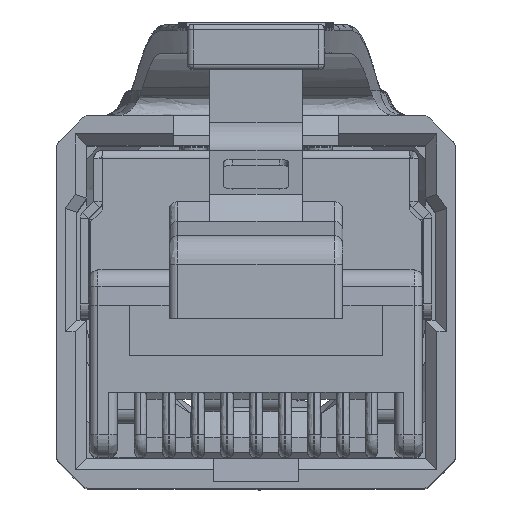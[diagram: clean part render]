
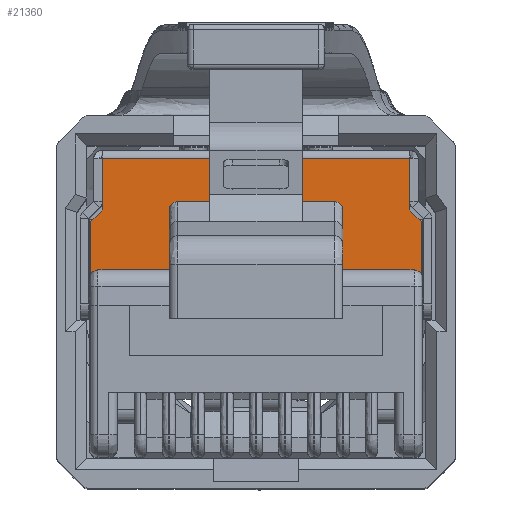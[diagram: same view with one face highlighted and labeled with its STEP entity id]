
A CAD part, top view. The second image highlights one B-rep face of the part: STEP entity #21360.
In plain terms, the highlighted free-form (B-spline) face has degree [1, 1] with [2, 2] control points.
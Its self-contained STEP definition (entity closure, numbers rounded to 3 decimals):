
#1376 = CARTESIAN_POINT ( 'NONE',  ( 5.4, 6.53, -14.4 ) ) ;
#1876 = EDGE_CURVE ( 'NONE', #50118, #4169, #43860, .T. ) ;
#2939 = DIRECTION ( 'NONE',  ( -1., 0., 0. ) ) ;
#3433 = EDGE_CURVE ( 'NONE', #40418, #75287, #20063, .T. ) ;
#4169 = VERTEX_POINT ( 'NONE', #53210 ) ;
#4652 = DIRECTION ( 'NONE',  ( -1., 0., 0. ) ) ;
#4920 = DIRECTION ( 'NONE',  ( -0.707, -0.707, 0. ) ) ;
#9973 = DIRECTION ( 'NONE',  ( 0., 1., 0. ) ) ;
#10426 = CARTESIAN_POINT ( 'NONE',  ( 5.8, 8.33, -14.4 ) ) ;
#10615 = DIRECTION ( 'NONE',  ( 0., 1., 0. ) ) ;
#10623 = CARTESIAN_POINT ( 'NONE',  ( 5.8, 6.53, -14.4 ) ) ;
#11377 = VECTOR ( 'NONE', #10615, 1000. ) ;
#11537 = ORIENTED_EDGE ( 'NONE', *, *, #75925, .T. ) ;
#11725 = VECTOR ( 'NONE', #9973, 1000. ) ;
#12580 = CARTESIAN_POINT ( 'NONE',  ( -5.4, 6.53, -14.4 ) ) ;
#12954 = FACE_OUTER_BOUND ( 'NONE', #48810, .T. ) ;
#13056 = CARTESIAN_POINT ( 'NONE',  ( -5.8, 6.53, -14.4 ) ) ;
#14095 = LINE ( 'NONE', #26827, #61773 ) ;
#14481 = B_SPLINE_SURFACE_WITH_KNOTS ( 'NONE', 1, 1, ( 
 ( #50426, #19733 ),
 ( #30527, #31705 ) ),
 .UNSPECIFIED., .F., .F., .F.,
 ( 2, 2 ),
 ( 2, 2 ),
 ( -11.432, 0.632 ),
 ( -0.08, 4.08 ),
 .UNSPECIFIED. ) ;
#14810 = VERTEX_POINT ( 'NONE', #40812 ) ;
#17248 = CARTESIAN_POINT ( 'NONE',  ( -5.4, 8.73, -14.4 ) ) ;
#19733 = CARTESIAN_POINT ( 'NONE',  ( -6.032, 6.45, -14.4 ) ) ;
#19781 = CARTESIAN_POINT ( 'NONE',  ( -5.8, 8.33, -14.4 ) ) ;
#19912 = DIRECTION ( 'NONE',  ( 0., -1., 0. ) ) ;
#20063 = LINE ( 'NONE', #1376, #40395 ) ;
#21219 = EDGE_CURVE ( 'NONE', #14810, #40418, #72716, .T. ) ;
#21360 = ADVANCED_FACE ( 'NONE', ( #12954 ), #14481, .F. ) ;
#21444 = EDGE_CURVE ( 'NONE', #75287, #77730, #68701, .T. ) ;
#21983 = DIRECTION ( 'NONE',  ( -0.707, 0.707, 0. ) ) ;
#24023 = EDGE_CURVE ( 'NONE', #14810, #71473, #76480, .T. ) ;
#26695 = CARTESIAN_POINT ( 'NONE',  ( 5.8, 6.53, -14.4 ) ) ;
#26827 = CARTESIAN_POINT ( 'NONE',  ( -5.8, 8.33, -14.4 ) ) ;
#28288 = CARTESIAN_POINT ( 'NONE',  ( 5.4, 10.53, -14.4 ) ) ;
#28763 = ORIENTED_EDGE ( 'NONE', *, *, #3433, .F. ) ;
#30527 = CARTESIAN_POINT ( 'NONE',  ( 6.032, 10.61, -14.4 ) ) ;
#31705 = CARTESIAN_POINT ( 'NONE',  ( 6.032, 6.45, -14.4 ) ) ;
#31919 = VECTOR ( 'NONE', #4652, 1000. ) ;
#32264 = ORIENTED_EDGE ( 'NONE', *, *, #63217, .T. ) ;
#32997 = CARTESIAN_POINT ( 'NONE',  ( 5.4, 6.53, -14.4 ) ) ;
#33379 = CARTESIAN_POINT ( 'NONE',  ( -5.4, 10.53, -14.4 ) ) ;
#33963 = VERTEX_POINT ( 'NONE', #38120 ) ;
#35208 = VECTOR ( 'NONE', #19912, 1000. ) ;
#35634 = CARTESIAN_POINT ( 'NONE',  ( -5.4, 8.73, -14.4 ) ) ;
#35711 = CARTESIAN_POINT ( 'NONE',  ( -5.4, 8.73, -14.4 ) ) ;
#37640 = ORIENTED_EDGE ( 'NONE', *, *, #77831, .F. ) ;
#38079 = DIRECTION ( 'NONE',  ( -1., 0., 0. ) ) ;
#38120 = CARTESIAN_POINT ( 'NONE',  ( -5.4, 10.53, -14.4 ) ) ;
#38432 = DIRECTION ( 'NONE',  ( 0., -1., 0. ) ) ;
#39617 = LINE ( 'NONE', #17248, #40302 ) ;
#39757 = LINE ( 'NONE', #33379, #59411 ) ;
#40280 = VECTOR ( 'NONE', #21983, 1000. ) ;
#40302 = VECTOR ( 'NONE', #4920, 1000. ) ;
#40395 = VECTOR ( 'NONE', #2939, 1000. ) ;
#40418 = VERTEX_POINT ( 'NONE', #32997 ) ;
#40812 = CARTESIAN_POINT ( 'NONE',  ( 5.8, 6.53, -14.4 ) ) ;
#43860 = LINE ( 'NONE', #44254, #35208 ) ;
#44254 = CARTESIAN_POINT ( 'NONE',  ( 5.4, 10.53, -14.4 ) ) ;
#48810 = EDGE_LOOP ( 'NONE', ( #28763, #58961, #50732, #11537, #59626, #37640, #69721, #54689, #32264, #59419 ) ) ;
#50118 = VERTEX_POINT ( 'NONE', #28288 ) ;
#50426 = CARTESIAN_POINT ( 'NONE',  ( -6.032, 10.61, -14.4 ) ) ;
#50732 = ORIENTED_EDGE ( 'NONE', *, *, #24023, .T. ) ;
#53210 = CARTESIAN_POINT ( 'NONE',  ( 5.4, 8.73, -14.4 ) ) ;
#54689 = ORIENTED_EDGE ( 'NONE', *, *, #68476, .T. ) ;
#57728 = VERTEX_POINT ( 'NONE', #19781 ) ;
#58961 = ORIENTED_EDGE ( 'NONE', *, *, #21219, .F. ) ;
#59411 = VECTOR ( 'NONE', #69200, 1000. ) ;
#59419 = ORIENTED_EDGE ( 'NONE', *, *, #21444, .F. ) ;
#59626 = ORIENTED_EDGE ( 'NONE', *, *, #1876, .F. ) ;
#60942 = CARTESIAN_POINT ( 'NONE',  ( -5.4, 6.53, -14.4 ) ) ;
#61773 = VECTOR ( 'NONE', #38432, 1000. ) ;
#62088 = EDGE_CURVE ( 'NONE', #69617, #33963, #66764, .T. ) ;
#63217 = EDGE_CURVE ( 'NONE', #57728, #77730, #14095, .T. ) ;
#66764 = LINE ( 'NONE', #35711, #11377 ) ;
#68476 = EDGE_CURVE ( 'NONE', #69617, #57728, #39617, .T. ) ;
#68701 = LINE ( 'NONE', #12580, #68744 ) ;
#68744 = VECTOR ( 'NONE', #38079, 1000. ) ;
#69200 = DIRECTION ( 'NONE',  ( 1., 0., 0. ) ) ;
#69294 = CARTESIAN_POINT ( 'NONE',  ( 5.8, 8.33, -14.4 ) ) ;
#69617 = VERTEX_POINT ( 'NONE', #35634 ) ;
#69721 = ORIENTED_EDGE ( 'NONE', *, *, #62088, .F. ) ;
#71473 = VERTEX_POINT ( 'NONE', #69294 ) ;
#72716 = LINE ( 'NONE', #10623, #31919 ) ;
#75287 = VERTEX_POINT ( 'NONE', #60942 ) ;
#75925 = EDGE_CURVE ( 'NONE', #71473, #4169, #76560, .T. ) ;
#76480 = LINE ( 'NONE', #26695, #11725 ) ;
#76560 = LINE ( 'NONE', #10426, #40280 ) ;
#77730 = VERTEX_POINT ( 'NONE', #13056 ) ;
#77831 = EDGE_CURVE ( 'NONE', #33963, #50118, #39757, .T. ) ;
